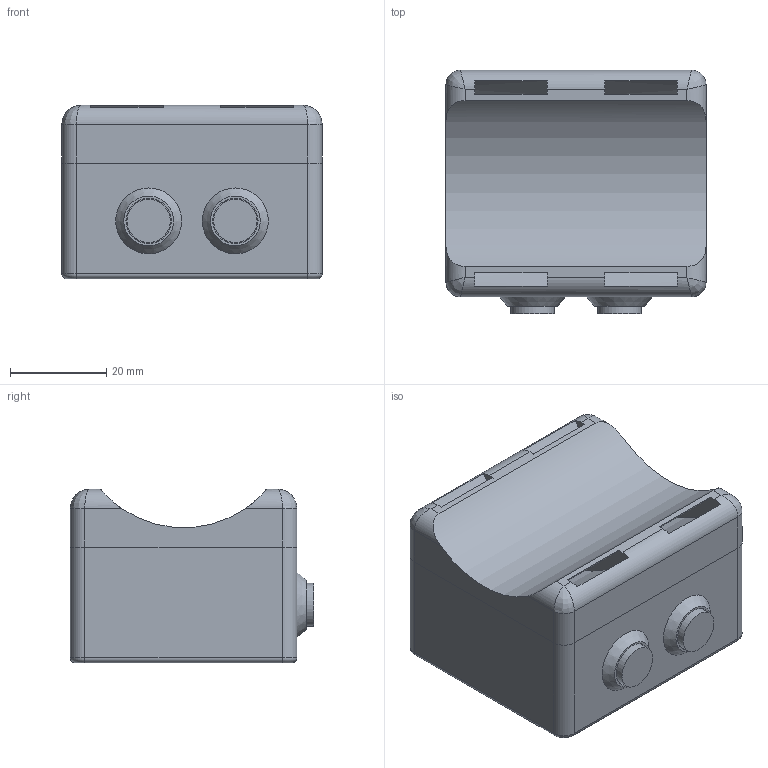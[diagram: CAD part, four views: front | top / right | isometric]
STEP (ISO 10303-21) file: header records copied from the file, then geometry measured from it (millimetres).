
FILE_DESCRIPTION(/* description */ (''),/* implementation_level */ '2;1');
FILE_NAME(/* name */ 'ABS Shifter v9.step',/* time_stamp */ '2023-01-07T08:32:29-05:00',/* author */ (''),/* organization */ (''),/* preprocessor_version */ 'ST-DEVELOPER v19.2',/* originating_system */ 'Autodesk Translation Framework v11.17.0.187',/* authorisation */ '');
FILE_SCHEMA (('AUTOMOTIVE_DESIGN { 1 0 10303 214 3 1 1 }'));
Length unit declared in the file: millimetre
Products named in the file (4): ABS Shifter; Body; Button; lid
Assembly tree (3 placements, depth 2):
  ABS Shifter
    Body
    Button
    lid
Bounding box: 54 x 50.5 x 36 mm (x, y, z)
Volume: 33193 mm3; surface area: 28272.4 mm2
Topology: 4 solids, 4 shells, 182 faces, 459 edges, 288 vertices
Faces by surface type: plane 108, cylinder 60, torus 8, bspline 4, cone 2
Full cylindrical faces by diameter (mm): 3 x4, 4.7 x4, 6 x4, 6.1 x1, 9 x2, 9.4 x2, 11.6 x2, 12 x2
Entity records: 5717 total; most frequent: CARTESIAN_POINT 1116, DIRECTION 959, ORIENTED_EDGE 910, EDGE_CURVE 455, AXIS2_PLACEMENT_3D 327, LINE 305, VECTOR 305, VERTEX_POINT 288
